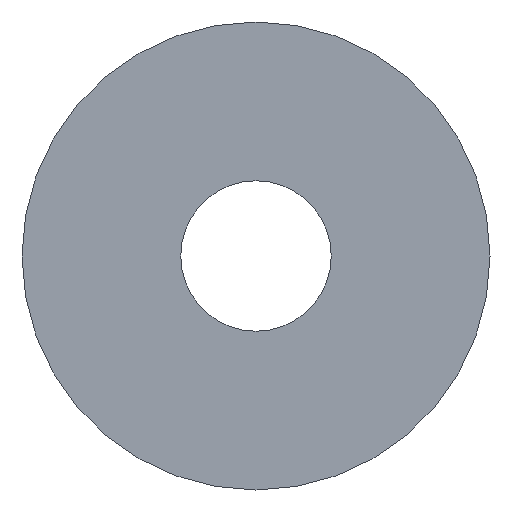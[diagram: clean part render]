
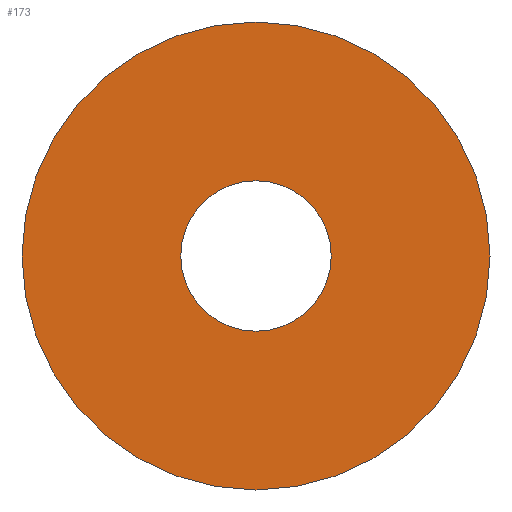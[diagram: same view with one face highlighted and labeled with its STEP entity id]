
A CAD part, left-side view. The second image highlights one B-rep face of the part: STEP entity #173.
In plain terms, the highlighted planar face has unit normal (-1, 0, 0).
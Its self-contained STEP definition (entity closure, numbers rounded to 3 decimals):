
#1 = ORIENTED_EDGE ( 'NONE', *, *, #119, .T. ) ;
#2 = CARTESIAN_POINT ( 'NONE',  ( -3., 0., 0. ) ) ;
#4 = DIRECTION ( 'NONE',  ( 0., 0., 1. ) ) ;
#9 = CARTESIAN_POINT ( 'NONE',  ( -3., 0., -4.5 ) ) ;
#11 = DIRECTION ( 'NONE',  ( -1., 0., 0. ) ) ;
#25 = PLANE ( 'NONE',  #181 ) ;
#39 = AXIS2_PLACEMENT_3D ( 'NONE', #2, #42, #4 ) ;
#42 = DIRECTION ( 'NONE',  ( -1., 0., 0. ) ) ;
#47 = CIRCLE ( 'NONE', #39, 4.5 ) ;
#50 = DIRECTION ( 'NONE',  ( 1., 0., 0. ) ) ;
#51 = DIRECTION ( 'NONE',  ( 0., 0., -1. ) ) ;
#54 = AXIS2_PLACEMENT_3D ( 'NONE', #113, #114, #212 ) ;
#55 = EDGE_CURVE ( 'NONE', #170, #63, #85, .T. ) ;
#58 = ORIENTED_EDGE ( 'NONE', *, *, #73, .F. ) ;
#63 = VERTEX_POINT ( 'NONE', #124 ) ;
#73 = EDGE_CURVE ( 'NONE', #103, #199, #47, .T. ) ;
#84 = AXIS2_PLACEMENT_3D ( 'NONE', #141, #140, #155 ) ;
#85 = CIRCLE ( 'NONE', #84, 14. ) ;
#86 = CARTESIAN_POINT ( 'NONE',  ( -3., 0., 0. ) ) ;
#94 = CIRCLE ( 'NONE', #136, 14. ) ;
#100 = FACE_OUTER_BOUND ( 'NONE', #190, .T. ) ;
#103 = VERTEX_POINT ( 'NONE', #204 ) ;
#113 = CARTESIAN_POINT ( 'NONE',  ( -3., 0., 0. ) ) ;
#114 = DIRECTION ( 'NONE',  ( -1., 0., 0. ) ) ;
#119 = EDGE_CURVE ( 'NONE', #63, #170, #94, .T. ) ;
#124 = CARTESIAN_POINT ( 'NONE',  ( -3., 0., 14. ) ) ;
#127 = ORIENTED_EDGE ( 'NONE', *, *, #55, .T. ) ;
#130 = CARTESIAN_POINT ( 'NONE',  ( -3., 14., 0. ) ) ;
#136 = AXIS2_PLACEMENT_3D ( 'NONE', #86, #11, #149 ) ;
#140 = DIRECTION ( 'NONE',  ( -1., 0., 0. ) ) ;
#141 = CARTESIAN_POINT ( 'NONE',  ( -3., 0., 0. ) ) ;
#147 = ORIENTED_EDGE ( 'NONE', *, *, #171, .F. ) ;
#149 = DIRECTION ( 'NONE',  ( 0., 0., 1. ) ) ;
#153 = CIRCLE ( 'NONE', #54, 4.5 ) ;
#154 = EDGE_LOOP ( 'NONE', ( #58, #147 ) ) ;
#155 = DIRECTION ( 'NONE',  ( 0., 0., 1. ) ) ;
#170 = VERTEX_POINT ( 'NONE', #180 ) ;
#171 = EDGE_CURVE ( 'NONE', #199, #103, #153, .T. ) ;
#173 = ADVANCED_FACE ( 'NONE', ( #209, #100 ), #25, .F. ) ;
#180 = CARTESIAN_POINT ( 'NONE',  ( -3., 0., -14. ) ) ;
#181 = AXIS2_PLACEMENT_3D ( 'NONE', #130, #50, #51 ) ;
#190 = EDGE_LOOP ( 'NONE', ( #1, #127 ) ) ;
#199 = VERTEX_POINT ( 'NONE', #9 ) ;
#204 = CARTESIAN_POINT ( 'NONE',  ( -3., 0., 4.5 ) ) ;
#209 = FACE_BOUND ( 'NONE', #154, .T. ) ;
#212 = DIRECTION ( 'NONE',  ( 0., 0., 1. ) ) ;
